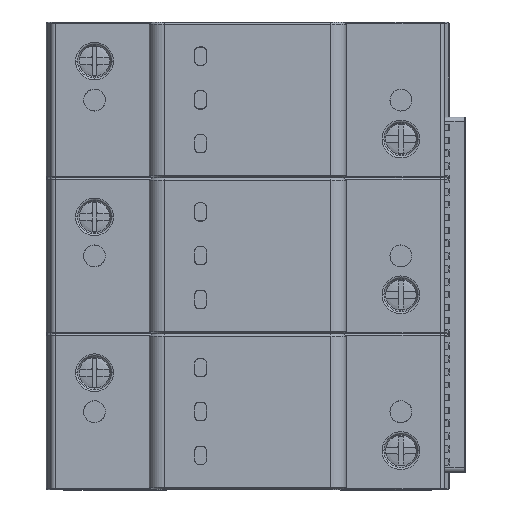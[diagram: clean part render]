
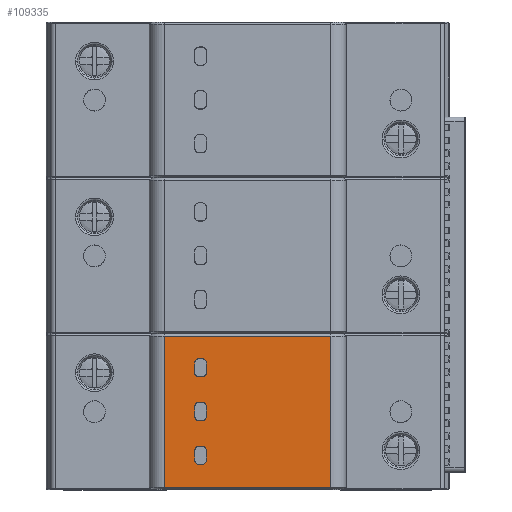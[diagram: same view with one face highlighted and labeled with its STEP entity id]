
A CAD part, top view. The second image highlights one B-rep face of the part: STEP entity #109335.
In plain terms, the highlighted planar face has unit normal (0, 0, 1).
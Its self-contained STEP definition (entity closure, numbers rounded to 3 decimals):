
#15061=DIRECTION('',(0.,1.,0.));
#15062=VECTOR('',#15061,34.5);
#15063=CARTESIAN_POINT('',(63.9,0.45,31.607));
#15064=LINE('',#15063,#15062);
#15069=CARTESIAN_POINT('',(33.8,16.6,31.607));
#15070=DIRECTION('',(0.,0.,1.));
#15071=DIRECTION('',(-1.,0.,0.));
#15072=AXIS2_PLACEMENT_3D('',#15069,#15070,#15071);
#15074=CARTESIAN_POINT('',(34.5,16.6,31.607));
#15075=DIRECTION('',(0.,0.,1.));
#15076=DIRECTION('',(0.,-1.,0.));
#15077=AXIS2_PLACEMENT_3D('',#15074,#15075,#15076);
#15079=CARTESIAN_POINT('',(34.5,18.8,31.607));
#15080=DIRECTION('',(0.,0.,1.));
#15081=DIRECTION('',(1.,0.,0.));
#15082=AXIS2_PLACEMENT_3D('',#15079,#15080,#15081);
#15084=CARTESIAN_POINT('',(33.8,18.8,31.607));
#15085=DIRECTION('',(0.,0.,1.));
#15086=DIRECTION('',(0.,1.,0.));
#15087=AXIS2_PLACEMENT_3D('',#15084,#15085,#15086);
#15089=CARTESIAN_POINT('',(33.8,6.6,31.607));
#15090=DIRECTION('',(0.,0.,1.));
#15091=DIRECTION('',(-1.,0.,0.));
#15092=AXIS2_PLACEMENT_3D('',#15089,#15090,#15091);
#15094=CARTESIAN_POINT('',(34.5,6.6,31.607));
#15095=DIRECTION('',(0.,0.,1.));
#15096=DIRECTION('',(0.,-1.,0.));
#15097=AXIS2_PLACEMENT_3D('',#15094,#15095,#15096);
#15099=CARTESIAN_POINT('',(34.5,8.8,31.607));
#15100=DIRECTION('',(0.,0.,1.));
#15101=DIRECTION('',(1.,0.,0.));
#15102=AXIS2_PLACEMENT_3D('',#15099,#15100,#15101);
#15104=CARTESIAN_POINT('',(33.8,8.8,31.607));
#15105=DIRECTION('',(0.,0.,1.));
#15106=DIRECTION('',(0.,1.,0.));
#15107=AXIS2_PLACEMENT_3D('',#15104,#15105,#15106);
#15109=CARTESIAN_POINT('',(33.8,26.6,31.607));
#15110=DIRECTION('',(0.,0.,1.));
#15111=DIRECTION('',(-1.,0.,0.));
#15112=AXIS2_PLACEMENT_3D('',#15109,#15110,#15111);
#15114=CARTESIAN_POINT('',(34.5,26.6,31.607));
#15115=DIRECTION('',(0.,0.,1.));
#15116=DIRECTION('',(0.,-1.,0.));
#15117=AXIS2_PLACEMENT_3D('',#15114,#15115,#15116);
#15119=CARTESIAN_POINT('',(34.5,28.8,31.607));
#15120=DIRECTION('',(0.,0.,1.));
#15121=DIRECTION('',(1.,0.,0.));
#15122=AXIS2_PLACEMENT_3D('',#15119,#15120,#15121);
#15124=CARTESIAN_POINT('',(33.8,28.8,31.607));
#15125=DIRECTION('',(0.,0.,1.));
#15126=DIRECTION('',(0.,1.,0.));
#15127=AXIS2_PLACEMENT_3D('',#15124,#15125,#15126);
#15133=DIRECTION('',(0.,-1.,0.));
#15134=VECTOR('',#15133,34.5);
#15135=CARTESIAN_POINT('',(25.9,34.95,31.607));
#15136=LINE('',#15135,#15134);
#15865=DIRECTION('',(-1.,0.,0.));
#15866=VECTOR('',#15865,38.);
#15867=CARTESIAN_POINT('',(63.9,34.95,31.607));
#15868=LINE('',#15867,#15866);
#39003=DIRECTION('',(1.,0.,0.));
#39004=VECTOR('',#39003,38.);
#39005=CARTESIAN_POINT('',(25.9,0.45,31.607));
#39006=LINE('',#39005,#39004);
#53410=DIRECTION('',(0.,1.,0.));
#53411=VECTOR('',#53410,2.2);
#53412=CARTESIAN_POINT('',(32.8,16.6,31.607));
#53413=LINE('',#53412,#53411);
#53441=DIRECTION('',(1.,0.,0.));
#53442=VECTOR('',#53441,0.7);
#53443=CARTESIAN_POINT('',(33.8,19.8,31.607));
#53444=LINE('',#53443,#53442);
#53472=DIRECTION('',(0.,-1.,0.));
#53473=VECTOR('',#53472,2.2);
#53474=CARTESIAN_POINT('',(35.5,18.8,31.607));
#53475=LINE('',#53474,#53473);
#53503=DIRECTION('',(-1.,0.,0.));
#53504=VECTOR('',#53503,0.7);
#53505=CARTESIAN_POINT('',(34.5,15.6,31.607));
#53506=LINE('',#53505,#53504);
#53570=DIRECTION('',(0.,1.,0.));
#53571=VECTOR('',#53570,2.2);
#53572=CARTESIAN_POINT('',(32.8,6.6,31.607));
#53573=LINE('',#53572,#53571);
#53601=DIRECTION('',(1.,0.,0.));
#53602=VECTOR('',#53601,0.7);
#53603=CARTESIAN_POINT('',(33.8,9.8,31.607));
#53604=LINE('',#53603,#53602);
#53632=DIRECTION('',(0.,-1.,0.));
#53633=VECTOR('',#53632,2.2);
#53634=CARTESIAN_POINT('',(35.5,8.8,31.607));
#53635=LINE('',#53634,#53633);
#53663=DIRECTION('',(-1.,0.,0.));
#53664=VECTOR('',#53663,0.7);
#53665=CARTESIAN_POINT('',(34.5,5.6,31.607));
#53666=LINE('',#53665,#53664);
#53730=DIRECTION('',(0.,1.,0.));
#53731=VECTOR('',#53730,2.2);
#53732=CARTESIAN_POINT('',(32.8,26.6,31.607));
#53733=LINE('',#53732,#53731);
#53761=DIRECTION('',(1.,0.,0.));
#53762=VECTOR('',#53761,0.7);
#53763=CARTESIAN_POINT('',(33.8,29.8,31.607));
#53764=LINE('',#53763,#53762);
#53792=DIRECTION('',(0.,-1.,0.));
#53793=VECTOR('',#53792,2.2);
#53794=CARTESIAN_POINT('',(35.5,28.8,31.607));
#53795=LINE('',#53794,#53793);
#53823=DIRECTION('',(-1.,0.,0.));
#53824=VECTOR('',#53823,0.7);
#53825=CARTESIAN_POINT('',(34.5,25.6,31.607));
#53826=LINE('',#53825,#53824);
#76576=CARTESIAN_POINT('',(25.9,0.45,31.607));
#76577=VERTEX_POINT('',#76576);
#76578=CARTESIAN_POINT('',(63.9,0.45,31.607));
#76579=VERTEX_POINT('',#76578);
#76604=CARTESIAN_POINT('',(63.9,34.95,31.607));
#76605=VERTEX_POINT('',#76604);
#76606=CARTESIAN_POINT('',(25.9,34.95,31.607));
#76607=VERTEX_POINT('',#76606);
#76608=CARTESIAN_POINT('',(32.8,16.6,31.607));
#76609=CARTESIAN_POINT('',(32.8,18.8,31.607));
#76610=VERTEX_POINT('',#76608);
#76611=VERTEX_POINT('',#76609);
#76612=CARTESIAN_POINT('',(33.8,15.6,31.607));
#76613=VERTEX_POINT('',#76612);
#76614=CARTESIAN_POINT('',(34.5,15.6,31.607));
#76615=VERTEX_POINT('',#76614);
#76616=CARTESIAN_POINT('',(35.5,16.6,31.607));
#76617=VERTEX_POINT('',#76616);
#76618=CARTESIAN_POINT('',(35.5,18.8,31.607));
#76619=VERTEX_POINT('',#76618);
#76620=CARTESIAN_POINT('',(34.5,19.8,31.607));
#76621=VERTEX_POINT('',#76620);
#76622=CARTESIAN_POINT('',(33.8,19.8,31.607));
#76623=VERTEX_POINT('',#76622);
#76624=CARTESIAN_POINT('',(32.8,6.6,31.607));
#76625=CARTESIAN_POINT('',(32.8,8.8,31.607));
#76626=VERTEX_POINT('',#76624);
#76627=VERTEX_POINT('',#76625);
#76628=CARTESIAN_POINT('',(33.8,5.6,31.607));
#76629=VERTEX_POINT('',#76628);
#76630=CARTESIAN_POINT('',(34.5,5.6,31.607));
#76631=VERTEX_POINT('',#76630);
#76632=CARTESIAN_POINT('',(35.5,6.6,31.607));
#76633=VERTEX_POINT('',#76632);
#76634=CARTESIAN_POINT('',(35.5,8.8,31.607));
#76635=VERTEX_POINT('',#76634);
#76636=CARTESIAN_POINT('',(34.5,9.8,31.607));
#76637=VERTEX_POINT('',#76636);
#76638=CARTESIAN_POINT('',(33.8,9.8,31.607));
#76639=VERTEX_POINT('',#76638);
#76640=CARTESIAN_POINT('',(32.8,26.6,31.607));
#76641=CARTESIAN_POINT('',(32.8,28.8,31.607));
#76642=VERTEX_POINT('',#76640);
#76643=VERTEX_POINT('',#76641);
#76644=CARTESIAN_POINT('',(33.8,25.6,31.607));
#76645=VERTEX_POINT('',#76644);
#76646=CARTESIAN_POINT('',(34.5,25.6,31.607));
#76647=VERTEX_POINT('',#76646);
#76648=CARTESIAN_POINT('',(35.5,26.6,31.607));
#76649=VERTEX_POINT('',#76648);
#76650=CARTESIAN_POINT('',(35.5,28.8,31.607));
#76651=VERTEX_POINT('',#76650);
#76652=CARTESIAN_POINT('',(34.5,29.8,31.607));
#76653=VERTEX_POINT('',#76652);
#76654=CARTESIAN_POINT('',(33.8,29.8,31.607));
#76655=VERTEX_POINT('',#76654);
#109267=CARTESIAN_POINT('',(44.9,17.7,31.607));
#109268=DIRECTION('',(0.,0.,1.));
#109269=DIRECTION('',(-1.,0.,0.));
#109270=AXIS2_PLACEMENT_3D('',#109267,#109268,#109269);
#109271=PLANE('',#109270);
#109273=ORIENTED_EDGE('',*,*,#109272,.F.);
#109275=ORIENTED_EDGE('',*,*,#109274,.F.);
#109276=ORIENTED_EDGE('',*,*,#109257,.F.);
#109278=ORIENTED_EDGE('',*,*,#109277,.F.);
#109279=EDGE_LOOP('',(#109273,#109275,#109276,#109278));
#109280=FACE_OUTER_BOUND('',#109279,.F.);
#109282=ORIENTED_EDGE('',*,*,#109281,.F.);
#109284=ORIENTED_EDGE('',*,*,#109283,.T.);
#109286=ORIENTED_EDGE('',*,*,#109285,.F.);
#109288=ORIENTED_EDGE('',*,*,#109287,.T.);
#109290=ORIENTED_EDGE('',*,*,#109289,.F.);
#109292=ORIENTED_EDGE('',*,*,#109291,.T.);
#109294=ORIENTED_EDGE('',*,*,#109293,.F.);
#109296=ORIENTED_EDGE('',*,*,#109295,.T.);
#109297=EDGE_LOOP('',(#109282,#109284,#109286,#109288,#109290,#109292,#109294,
#109296));
#109298=FACE_BOUND('',#109297,.F.);
#109300=ORIENTED_EDGE('',*,*,#109299,.F.);
#109302=ORIENTED_EDGE('',*,*,#109301,.T.);
#109304=ORIENTED_EDGE('',*,*,#109303,.F.);
#109306=ORIENTED_EDGE('',*,*,#109305,.T.);
#109308=ORIENTED_EDGE('',*,*,#109307,.F.);
#109310=ORIENTED_EDGE('',*,*,#109309,.T.);
#109312=ORIENTED_EDGE('',*,*,#109311,.F.);
#109314=ORIENTED_EDGE('',*,*,#109313,.T.);
#109315=EDGE_LOOP('',(#109300,#109302,#109304,#109306,#109308,#109310,#109312,
#109314));
#109316=FACE_BOUND('',#109315,.F.);
#109318=ORIENTED_EDGE('',*,*,#109317,.F.);
#109320=ORIENTED_EDGE('',*,*,#109319,.T.);
#109322=ORIENTED_EDGE('',*,*,#109321,.F.);
#109324=ORIENTED_EDGE('',*,*,#109323,.T.);
#109326=ORIENTED_EDGE('',*,*,#109325,.F.);
#109328=ORIENTED_EDGE('',*,*,#109327,.T.);
#109330=ORIENTED_EDGE('',*,*,#109329,.F.);
#109332=ORIENTED_EDGE('',*,*,#109331,.T.);
#109333=EDGE_LOOP('',(#109318,#109320,#109322,#109324,#109326,#109328,#109330,
#109332));
#109334=FACE_BOUND('',#109333,.F.);
#109335=ADVANCED_FACE('',(#109280,#109298,#109316,#109334),#109271,.T.);
#15073=CIRCLE('',#15072,1.);
#15078=CIRCLE('',#15077,1.);
#15083=CIRCLE('',#15082,1.);
#15088=CIRCLE('',#15087,1.);
#15093=CIRCLE('',#15092,1.);
#15098=CIRCLE('',#15097,1.);
#15103=CIRCLE('',#15102,1.);
#15108=CIRCLE('',#15107,1.);
#15113=CIRCLE('',#15112,1.);
#15118=CIRCLE('',#15117,1.);
#15123=CIRCLE('',#15122,1.);
#15128=CIRCLE('',#15127,1.);
#109257=EDGE_CURVE('',#76579,#76605,#15064,.T.);
#109272=EDGE_CURVE('',#76607,#76577,#15136,.T.);
#109274=EDGE_CURVE('',#76605,#76607,#15868,.T.);
#109277=EDGE_CURVE('',#76577,#76579,#39006,.T.);
#109281=EDGE_CURVE('',#76610,#76611,#53413,.T.);
#109283=EDGE_CURVE('',#76610,#76613,#15073,.T.);
#109285=EDGE_CURVE('',#76615,#76613,#53506,.T.);
#109287=EDGE_CURVE('',#76615,#76617,#15078,.T.);
#109289=EDGE_CURVE('',#76619,#76617,#53475,.T.);
#109291=EDGE_CURVE('',#76619,#76621,#15083,.T.);
#109293=EDGE_CURVE('',#76623,#76621,#53444,.T.);
#109295=EDGE_CURVE('',#76623,#76611,#15088,.T.);
#109299=EDGE_CURVE('',#76626,#76627,#53573,.T.);
#109301=EDGE_CURVE('',#76626,#76629,#15093,.T.);
#109303=EDGE_CURVE('',#76631,#76629,#53666,.T.);
#109305=EDGE_CURVE('',#76631,#76633,#15098,.T.);
#109307=EDGE_CURVE('',#76635,#76633,#53635,.T.);
#109309=EDGE_CURVE('',#76635,#76637,#15103,.T.);
#109311=EDGE_CURVE('',#76639,#76637,#53604,.T.);
#109313=EDGE_CURVE('',#76639,#76627,#15108,.T.);
#109317=EDGE_CURVE('',#76642,#76643,#53733,.T.);
#109319=EDGE_CURVE('',#76642,#76645,#15113,.T.);
#109321=EDGE_CURVE('',#76647,#76645,#53826,.T.);
#109323=EDGE_CURVE('',#76647,#76649,#15118,.T.);
#109325=EDGE_CURVE('',#76651,#76649,#53795,.T.);
#109327=EDGE_CURVE('',#76651,#76653,#15123,.T.);
#109329=EDGE_CURVE('',#76655,#76653,#53764,.T.);
#109331=EDGE_CURVE('',#76655,#76643,#15128,.T.);
